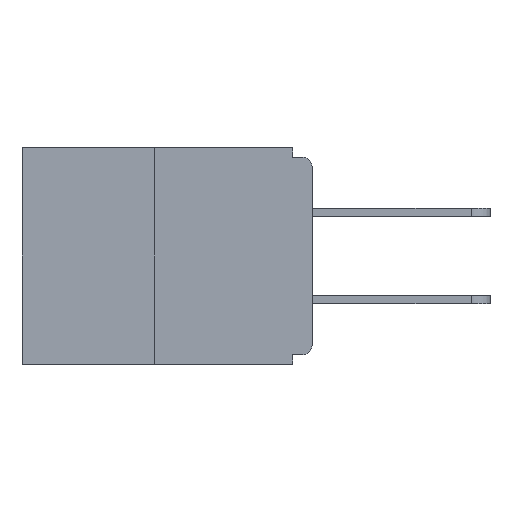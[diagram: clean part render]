
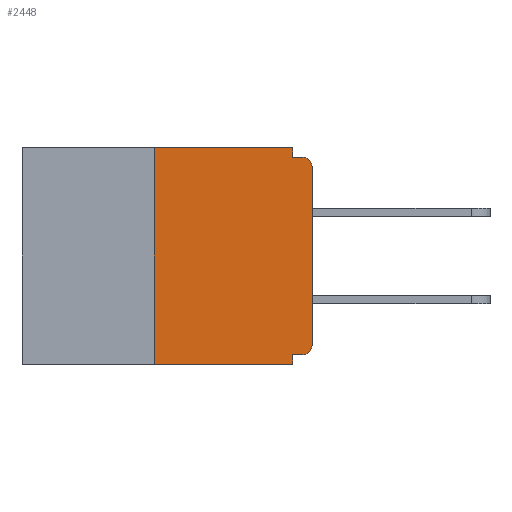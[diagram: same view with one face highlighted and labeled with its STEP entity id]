
A CAD part, left-side view. The second image highlights one B-rep face of the part: STEP entity #2448.
In plain terms, the highlighted planar face has unit normal (-1, 0, 0).
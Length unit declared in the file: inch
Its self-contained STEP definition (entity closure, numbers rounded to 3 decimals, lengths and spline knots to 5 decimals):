
#20 = VECTOR ( 'NONE', #18435, 39.37008 ) ;
#101 = EDGE_CURVE ( 'NONE', #19211, #11643, #8476, .T. ) ;
#253 = DIRECTION ( 'NONE',  ( 0., -1., 0. ) ) ;
#759 = LINE ( 'NONE', #16375, #9621 ) ;
#1078 = CARTESIAN_POINT ( 'NONE',  ( 0., 0.25, -0.343 ) ) ;
#1160 = EDGE_CURVE ( 'NONE', #22568, #14607, #7592, .T. ) ;
#1354 = CARTESIAN_POINT ( 'NONE',  ( 0., 0., -0.015 ) ) ;
#1722 = ORIENTED_EDGE ( 'NONE', *, *, #21847, .F. ) ;
#1853 = CARTESIAN_POINT ( 'NONE',  ( 0., 0.46, 0. ) ) ;
#2448 = ADVANCED_FACE ( 'NONE', ( #22150 ), #12386, .F. ) ;
#2553 = ORIENTED_EDGE ( 'NONE', *, *, #19704, .F. ) ;
#2574 = EDGE_CURVE ( 'NONE', #11643, #6421, #16862, .T. ) ;
#2693 = CARTESIAN_POINT ( 'NONE',  ( 0., 0.031, -0.015 ) ) ;
#2922 = CARTESIAN_POINT ( 'NONE',  ( 0., 0.031, 0. ) ) ;
#3128 = VERTEX_POINT ( 'NONE', #1078 ) ;
#3146 = DIRECTION ( 'NONE',  ( -1., 0., 0. ) ) ;
#3494 = CIRCLE ( 'NONE', #18342, 0.015 ) ;
#3759 = EDGE_LOOP ( 'NONE', ( #22378, #10793, #7248, #1722, #5497, #20249, #4476, #18907, #2553, #17615 ) ) ;
#4476 = ORIENTED_EDGE ( 'NONE', *, *, #1160, .T. ) ;
#4865 = CARTESIAN_POINT ( 'NONE',  ( 0., 0.015, -0.328 ) ) ;
#5331 = VERTEX_POINT ( 'NONE', #4865 ) ;
#5497 = ORIENTED_EDGE ( 'NONE', *, *, #7324, .F. ) ;
#5778 = VERTEX_POINT ( 'NONE', #16446 ) ;
#5813 = LINE ( 'NONE', #1354, #9120 ) ;
#5866 = EDGE_CURVE ( 'NONE', #3128, #19211, #22093, .T. ) ;
#5994 = EDGE_CURVE ( 'NONE', #14607, #14000, #7182, .T. ) ;
#6421 = VERTEX_POINT ( 'NONE', #2693 ) ;
#6425 = CARTESIAN_POINT ( 'NONE',  ( 0., 0.031, -0.343 ) ) ;
#6922 = DIRECTION ( 'NONE',  ( 0., -1., 0. ) ) ;
#7061 = DIRECTION ( 'NONE',  ( 0., 0., -1. ) ) ;
#7182 = CIRCLE ( 'NONE', #20171, 0.015 ) ;
#7248 = ORIENTED_EDGE ( 'NONE', *, *, #14276, .T. ) ;
#7324 = EDGE_CURVE ( 'NONE', #5331, #5778, #759, .T. ) ;
#7592 = LINE ( 'NONE', #15016, #21930 ) ;
#8425 = CARTESIAN_POINT ( 'NONE',  ( 0., 0.015, -0.015 ) ) ;
#8476 = LINE ( 'NONE', #1853, #21966 ) ;
#8990 = DIRECTION ( 'NONE',  ( 0., 0., -1. ) ) ;
#9050 = CARTESIAN_POINT ( 'NONE',  ( 0., 0.46, -0.343 ) ) ;
#9120 = VECTOR ( 'NONE', #6922, 39.37008 ) ;
#9621 = VECTOR ( 'NONE', #18132, 39.37008 ) ;
#10793 = ORIENTED_EDGE ( 'NONE', *, *, #5866, .F. ) ;
#10845 = CARTESIAN_POINT ( 'NONE',  ( 0., 0.25, 0. ) ) ;
#11643 = VERTEX_POINT ( 'NONE', #12477 ) ;
#12386 = PLANE ( 'NONE',  #17297 ) ;
#12477 = CARTESIAN_POINT ( 'NONE',  ( 0., 0.031, 0. ) ) ;
#13128 = CARTESIAN_POINT ( 'NONE',  ( 0., 0.25, 0. ) ) ;
#13338 = CARTESIAN_POINT ( 'NONE',  ( 0., 0.015, -0.313 ) ) ;
#13702 = VECTOR ( 'NONE', #22665, 39.37008 ) ;
#14000 = VERTEX_POINT ( 'NONE', #8425 ) ;
#14086 = CARTESIAN_POINT ( 'NONE',  ( 0., 0., -0.313 ) ) ;
#14157 = DIRECTION ( 'NONE',  ( 0., -1., 0. ) ) ;
#14276 = EDGE_CURVE ( 'NONE', #3128, #18210, #22261, .T. ) ;
#14607 = VERTEX_POINT ( 'NONE', #20190 ) ;
#14653 = VECTOR ( 'NONE', #21868, 39.37008 ) ;
#15016 = CARTESIAN_POINT ( 'NONE',  ( 0., 0., 0. ) ) ;
#15361 = EDGE_CURVE ( 'NONE', #5331, #22568, #3494, .T. ) ;
#16375 = CARTESIAN_POINT ( 'NONE',  ( 0., 0., -0.328 ) ) ;
#16446 = CARTESIAN_POINT ( 'NONE',  ( 0., 0.031, -0.328 ) ) ;
#16862 = LINE ( 'NONE', #2922, #14653 ) ;
#16896 = DIRECTION ( 'NONE',  ( 0., 0., -1. ) ) ;
#17297 = AXIS2_PLACEMENT_3D ( 'NONE', #21148, #19524, #8990 ) ;
#17615 = ORIENTED_EDGE ( 'NONE', *, *, #2574, .F. ) ;
#18132 = DIRECTION ( 'NONE',  ( 0., 1., 0. ) ) ;
#18210 = VERTEX_POINT ( 'NONE', #6425 ) ;
#18342 = AXIS2_PLACEMENT_3D ( 'NONE', #13338, #3146, #16896 ) ;
#18435 = DIRECTION ( 'NONE',  ( 0., 0., 1. ) ) ;
#18559 = DIRECTION ( 'NONE',  ( 0., 0., 1. ) ) ;
#18907 = ORIENTED_EDGE ( 'NONE', *, *, #5994, .T. ) ;
#19018 = CARTESIAN_POINT ( 'NONE',  ( 0., 0.031, -0.343 ) ) ;
#19153 = DIRECTION ( 'NONE',  ( -1., 0., 0. ) ) ;
#19211 = VERTEX_POINT ( 'NONE', #10845 ) ;
#19524 = DIRECTION ( 'NONE',  ( 1., 0., 0. ) ) ;
#19704 = EDGE_CURVE ( 'NONE', #6421, #14000, #5813, .T. ) ;
#19773 = VECTOR ( 'NONE', #253, 39.37008 ) ;
#20171 = AXIS2_PLACEMENT_3D ( 'NONE', #20909, #19153, #7061 ) ;
#20190 = CARTESIAN_POINT ( 'NONE',  ( 0., 0., -0.03 ) ) ;
#20249 = ORIENTED_EDGE ( 'NONE', *, *, #15361, .T. ) ;
#20909 = CARTESIAN_POINT ( 'NONE',  ( 0., 0.015, -0.03 ) ) ;
#21148 = CARTESIAN_POINT ( 'NONE',  ( 0., 0.46, 0. ) ) ;
#21727 = LINE ( 'NONE', #19018, #13702 ) ;
#21847 = EDGE_CURVE ( 'NONE', #5778, #18210, #21727, .T. ) ;
#21868 = DIRECTION ( 'NONE',  ( 0., 0., -1. ) ) ;
#21930 = VECTOR ( 'NONE', #18559, 39.37008 ) ;
#21966 = VECTOR ( 'NONE', #14157, 39.37008 ) ;
#22093 = LINE ( 'NONE', #13128, #20 ) ;
#22150 = FACE_OUTER_BOUND ( 'NONE', #3759, .T. ) ;
#22261 = LINE ( 'NONE', #9050, #19773 ) ;
#22378 = ORIENTED_EDGE ( 'NONE', *, *, #101, .F. ) ;
#22568 = VERTEX_POINT ( 'NONE', #14086 ) ;
#22665 = DIRECTION ( 'NONE',  ( 0., 0., -1. ) ) ;
